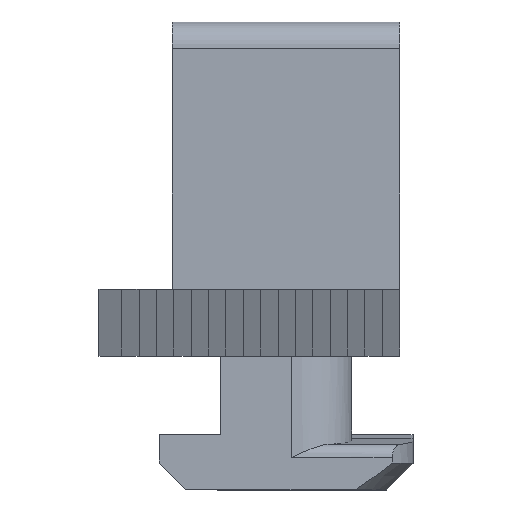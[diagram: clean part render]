
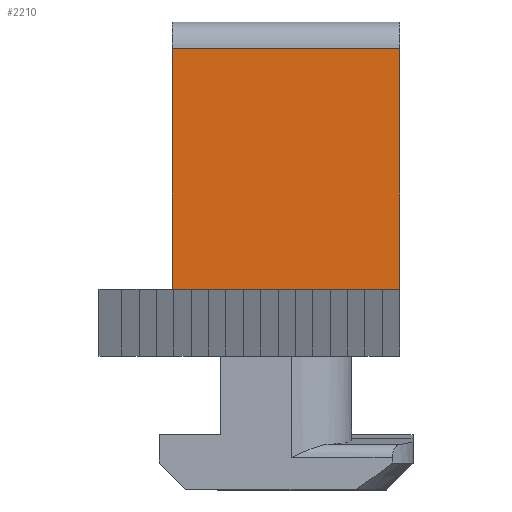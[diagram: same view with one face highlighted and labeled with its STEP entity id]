
A CAD part, top view. The second image highlights one B-rep face of the part: STEP entity #2210.
In plain terms, the highlighted planar face has unit normal (0, 0, 1).
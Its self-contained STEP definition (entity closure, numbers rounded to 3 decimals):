
#318 = ORIENTED_EDGE ( 'NONE', *, *, #7307, .F. ) ;
#556 = CARTESIAN_POINT ( 'NONE',  ( 0., 0., 10. ) ) ;
#624 = AXIS2_PLACEMENT_3D ( 'NONE', #556, #1170, #5399 ) ;
#672 = CARTESIAN_POINT ( 'NONE',  ( -17., 23., 10. ) ) ;
#780 = VECTOR ( 'NONE', #3254, 1000. ) ;
#815 = EDGE_LOOP ( 'NONE', ( #2972, #318, #1471, #2180 ) ) ;
#951 = LINE ( 'NONE', #1604, #7205 ) ;
#1170 = DIRECTION ( 'NONE',  ( 0., 0., -1. ) ) ;
#1427 = CARTESIAN_POINT ( 'NONE',  ( 0., 5., 10. ) ) ;
#1471 = ORIENTED_EDGE ( 'NONE', *, *, #3845, .T. ) ;
#1604 = CARTESIAN_POINT ( 'NONE',  ( 0., 23., 10. ) ) ;
#2180 = ORIENTED_EDGE ( 'NONE', *, *, #5377, .T. ) ;
#2210 = ADVANCED_FACE ( 'NONE', ( #7447 ), #3574, .F. ) ;
#2230 = DIRECTION ( 'NONE',  ( -1., 0., 0. ) ) ;
#2558 = CARTESIAN_POINT ( 'NONE',  ( 0., 5., 10. ) ) ;
#2972 = ORIENTED_EDGE ( 'NONE', *, *, #4789, .T. ) ;
#3031 = VERTEX_POINT ( 'NONE', #672 ) ;
#3254 = DIRECTION ( 'NONE',  ( 0., 1., 0. ) ) ;
#3329 = VECTOR ( 'NONE', #7715, 1000. ) ;
#3526 = LINE ( 'NONE', #4723, #3329 ) ;
#3574 = PLANE ( 'NONE',  #624 ) ;
#3805 = VERTEX_POINT ( 'NONE', #1427 ) ;
#3845 = EDGE_CURVE ( 'NONE', #3805, #4839, #4207, .T. ) ;
#4207 = LINE ( 'NONE', #6296, #780 ) ;
#4723 = CARTESIAN_POINT ( 'NONE',  ( -17., 5., 10. ) ) ;
#4789 = EDGE_CURVE ( 'NONE', #3031, #5046, #3526, .T. ) ;
#4810 = VECTOR ( 'NONE', #6183, 1000. ) ;
#4839 = VERTEX_POINT ( 'NONE', #5926 ) ;
#5003 = LINE ( 'NONE', #2558, #4810 ) ;
#5046 = VERTEX_POINT ( 'NONE', #7361 ) ;
#5377 = EDGE_CURVE ( 'NONE', #4839, #3031, #951, .T. ) ;
#5399 = DIRECTION ( 'NONE',  ( -1., 0., 0. ) ) ;
#5926 = CARTESIAN_POINT ( 'NONE',  ( 0., 23., 10. ) ) ;
#6183 = DIRECTION ( 'NONE',  ( -1., 0., 0. ) ) ;
#6296 = CARTESIAN_POINT ( 'NONE',  ( 0., 0., 10. ) ) ;
#7205 = VECTOR ( 'NONE', #2230, 1000. ) ;
#7307 = EDGE_CURVE ( 'NONE', #3805, #5046, #5003, .T. ) ;
#7361 = CARTESIAN_POINT ( 'NONE',  ( -17., 5., 10. ) ) ;
#7447 = FACE_OUTER_BOUND ( 'NONE', #815, .T. ) ;
#7715 = DIRECTION ( 'NONE',  ( 0., -1., 0. ) ) ;
